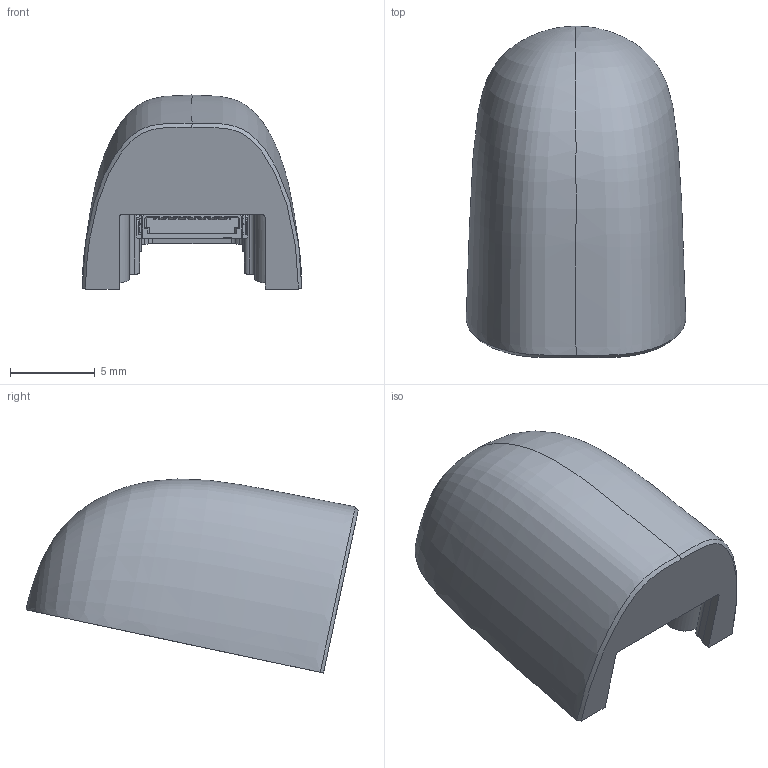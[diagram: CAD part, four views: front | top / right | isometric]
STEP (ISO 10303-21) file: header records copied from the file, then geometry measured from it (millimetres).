
FILE_DESCRIPTION((''),'2;1');
FILE_NAME('200_2_1_1_1','2025-07-23T18:38:23',('hesifan'),(''),'CREO PARAMETRIC BY PTC INC, 2022073','CREO PARAMETRIC BY PTC INC, 2022073','');
FILE_SCHEMA(('CONFIG_CONTROL_DESIGN'));
Length unit declared in the file: millimetre
Products named in the file (1): 200_2_1_1_1
Bounding box: 13 x 19.64 x 11.48 mm (x, y, z)
Volume: 1292.7 mm3; surface area: 1245.8 mm2
Topology: 2 solids, 2 shells, 512 faces, 1526 edges, 1014 vertices
Faces by surface type: plane 383, cylinder 121, bspline 6, extrusion 2
Entity records: 18747 total; most frequent: CARTESIAN_POINT 4923, ORIENTED_EDGE 3048, DIRECTION 2643, EDGE_CURVE 1524, VECTOR 1235, LINE 1233, VERTEX_POINT 1014, AXIS2_PLACEMENT_3D 704
